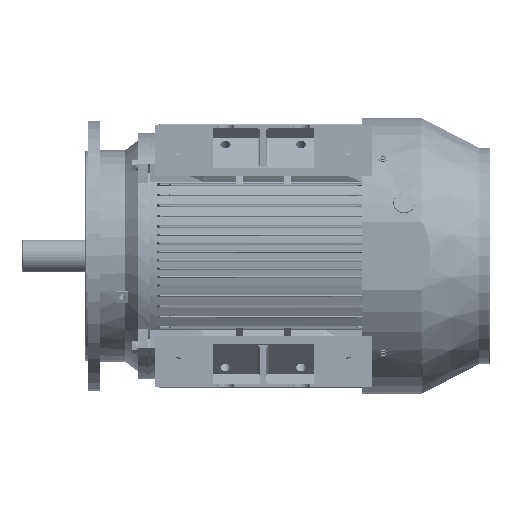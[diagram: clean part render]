
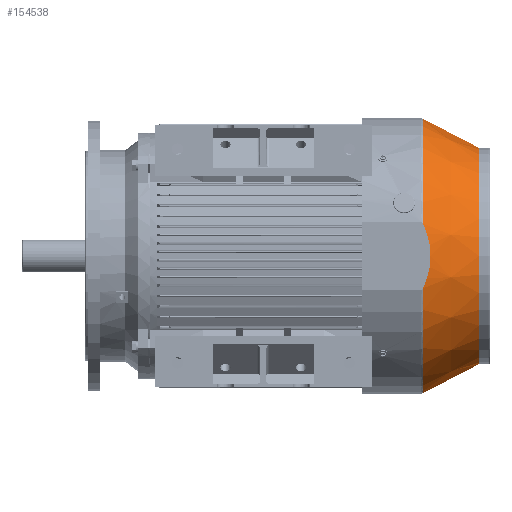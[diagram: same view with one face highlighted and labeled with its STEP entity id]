
A CAD part, front view. The second image highlights one B-rep face of the part: STEP entity #154538.
In plain terms, the highlighted conical face has half-angle 27.379 degrees and reference radius 180.336 mm.
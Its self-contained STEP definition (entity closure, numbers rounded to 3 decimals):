
#142698 = EDGE_CURVE ( 'NONE', #142701, #142704, #144323, .T. ) ;
#142701 = VERTEX_POINT ( 'NONE', #144302 ) ;
#142704 = VERTEX_POINT ( 'NONE', #144300 ) ;
#144300 = CARTESIAN_POINT ( 'NONE',  ( 180.336, 0., -194.351 ) ) ;
#144302 = CARTESIAN_POINT ( 'NONE',  ( -180.336, 0., -194.351 ) ) ;
#144304 = DIRECTION ( 'NONE',  ( 1., 0., 0. ) ) ;
#144306 = DIRECTION ( 'NONE',  ( 0., 0., 1. ) ) ;
#144308 = CARTESIAN_POINT ( 'NONE',  ( 0., 0., -194.351 ) ) ;
#144309 = AXIS2_PLACEMENT_3D ( 'NONE', #144308, #144306, #144304 ) ;
#144323 = CIRCLE ( 'NONE', #144309, 180.336 ) ;
#154239 = EDGE_CURVE ( 'NONE', #169657, #154563, #168204, .T. ) ;
#154538 = ADVANCED_FACE ( 'NONE', ( #169879 ), #169877, .T. ) ;
#154544 = EDGE_LOOP ( 'NONE', ( #154548, #154550, #154556, #154642, #154650, #154616 ) ) ;
#154548 = ORIENTED_EDGE ( 'NONE', *, *, #169787, .F. ) ;
#154550 = ORIENTED_EDGE ( 'NONE', *, *, #142698, .T. ) ;
#154556 = ORIENTED_EDGE ( 'NONE', *, *, #169674, .T. ) ;
#154563 = VERTEX_POINT ( 'NONE', #169834 ) ;
#154616 = ORIENTED_EDGE ( 'NONE', *, *, #154239, .F. ) ;
#154642 = ORIENTED_EDGE ( 'NONE', *, *, #169519, .F. ) ;
#154650 = ORIENTED_EDGE ( 'NONE', *, *, #154651, .T. ) ;
#154651 = EDGE_CURVE ( 'NONE', #169522, #154563, #170109, .T. ) ;
#168197 = DIRECTION ( 'NONE',  ( 1., 0., 0. ) ) ;
#168199 = DIRECTION ( 'NONE',  ( 0., 0., 1. ) ) ;
#168201 = CARTESIAN_POINT ( 'NONE',  ( 0., 0., -101.514 ) ) ;
#168202 = AXIS2_PLACEMENT_3D ( 'NONE', #168201, #168199, #168197 ) ;
#168204 = CIRCLE ( 'NONE', #168202, 228.416 ) ;
#169519 = EDGE_CURVE ( 'NONE', #169522, #170111, #190273, .T. ) ;
#169522 = VERTEX_POINT ( 'NONE', #190263 ) ;
#169657 = VERTEX_POINT ( 'NONE', #190417 ) ;
#169674 = EDGE_CURVE ( 'NONE', #142704, #170111, #190507, .T. ) ;
#169787 = EDGE_CURVE ( 'NONE', #142701, #169657, #190620, .T. ) ;
#169834 = CARTESIAN_POINT ( 'NONE',  ( -53.757, -222., -101.514 ) ) ;
#169868 = DIRECTION ( 'NONE',  ( 1., 0., 0. ) ) ;
#169869 = DIRECTION ( 'NONE',  ( 0., 0., 1. ) ) ;
#169871 = AXIS2_PLACEMENT_3D ( 'NONE', #169888, #169869, #169868 ) ;
#169877 = CONICAL_SURFACE ( 'NONE', #169871, 180.336, 0.478 ) ;
#169879 = FACE_OUTER_BOUND ( 'NONE', #154544, .T. ) ;
#169888 = CARTESIAN_POINT ( 'NONE',  ( 0., 0., -194.351 ) ) ;
#170052 = CARTESIAN_POINT ( 'NONE',  ( -33.122, -222., -109.194 ) ) ;
#170054 = CARTESIAN_POINT ( 'NONE',  ( -29.768, -222., -110.087 ) ) ;
#170055 = CARTESIAN_POINT ( 'NONE',  ( -18.534, -222., -112.756 ) ) ;
#170056 = CARTESIAN_POINT ( 'NONE',  ( -9.377, -222., -113.901 ) ) ;
#170058 = CARTESIAN_POINT ( 'NONE',  ( 1.148, -222., -113.903 ) ) ;
#170059 = CARTESIAN_POINT ( 'NONE',  ( 2.317, -222., -113.885 ) ) ;
#170060 = CARTESIAN_POINT ( 'NONE',  ( 4.647, -222., -113.814 ) ) ;
#170062 = CARTESIAN_POINT ( 'NONE',  ( 5.808, -222., -113.762 ) ) ;
#170064 = CARTESIAN_POINT ( 'NONE',  ( 9.284, -222., -113.551 ) ) ;
#170065 = CARTESIAN_POINT ( 'NONE',  ( 11.588, -222., -113.342 ) ) ;
#170067 = CARTESIAN_POINT ( 'NONE',  ( 18.465, -222., -112.513 ) ) ;
#170070 = CARTESIAN_POINT ( 'NONE',  ( 23.001, -222., -111.694 ) ) ;
#170072 = CARTESIAN_POINT ( 'NONE',  ( 31.985, -222., -109.562 ) ) ;
#170074 = CARTESIAN_POINT ( 'NONE',  ( 36.432, -222., -108.249 ) ) ;
#170076 = CARTESIAN_POINT ( 'NONE',  ( 41.94, -222., -106.325 ) ) ;
#170078 = CARTESIAN_POINT ( 'NONE',  ( 43.038, -222., -105.927 ) ) ;
#170097 = CARTESIAN_POINT ( 'NONE',  ( 45.216, -222., -105.106 ) ) ;
#170098 = CARTESIAN_POINT ( 'NONE',  ( 46.299, -222., -104.684 ) ) ;
#170100 = CARTESIAN_POINT ( 'NONE',  ( 49.527, -222., -103.383 ) ) ;
#170101 = CARTESIAN_POINT ( 'NONE',  ( 51.654, -222., -102.47 ) ) ;
#170102 = CARTESIAN_POINT ( 'NONE',  ( 53.757, -222., -101.514 ) ) ;
#170109 = B_SPLINE_CURVE_WITH_KNOTS ( 'NONE', 3,
 ( #170102, #170101, #170100, #170098, #170097, #170078, #170076, #170074, #170072, #170070, #170067, #170065, #170064, #170062, #170060, #170059, #170058, #170056, #170055, #170054, #170052, #170199, #170197, #170195, #170193, #170191, #170189 ),
 .UNSPECIFIED., .F., .F.,
 ( 4, 2, 2, 2, 2, 2, 2, 2, 2, 2, 1, 2, 2, 4 ),
 ( 0.226, 0.233, 0.237, 0.24, 0.254, 0.267, 0.274, 0.278, 0.281, 0.309, 0.315, 0.319, 0.322, 0.336 ),
 .UNSPECIFIED. ) ;
#170111 = VERTEX_POINT ( 'NONE', #191053 ) ;
#170189 = CARTESIAN_POINT ( 'NONE',  ( -53.757, -222., -101.514 ) ) ;
#170191 = CARTESIAN_POINT ( 'NONE',  ( -49.57, -222., -103.417 ) ) ;
#170193 = CARTESIAN_POINT ( 'NONE',  ( -45.284, -222., -105.155 ) ) ;
#170195 = CARTESIAN_POINT ( 'NONE',  ( -39.776, -222., -107.081 ) ) ;
#170197 = CARTESIAN_POINT ( 'NONE',  ( -38.669, -222., -107.453 ) ) ;
#170199 = CARTESIAN_POINT ( 'NONE',  ( -36.454, -222., -108.167 ) ) ;
#190263 = CARTESIAN_POINT ( 'NONE',  ( 53.757, -222., -101.514 ) ) ;
#190269 = DIRECTION ( 'NONE',  ( 1., 0., 0. ) ) ;
#190270 = DIRECTION ( 'NONE',  ( 0., 0., 1. ) ) ;
#190271 = CARTESIAN_POINT ( 'NONE',  ( 0., 0., -101.514 ) ) ;
#190272 = AXIS2_PLACEMENT_3D ( 'NONE', #190271, #190270, #190269 ) ;
#190273 = CIRCLE ( 'NONE', #190272, 228.416 ) ;
#190417 = CARTESIAN_POINT ( 'NONE',  ( -228.416, 0., -101.514 ) ) ;
#190504 = DIRECTION ( 'NONE',  ( 0.46, 0., 0.888 ) ) ;
#190505 = VECTOR ( 'NONE', #190504, 1000. ) ;
#190506 = CARTESIAN_POINT ( 'NONE',  ( 180.336, 0., -194.351 ) ) ;
#190507 = LINE ( 'NONE', #190506, #190505 ) ;
#190617 = DIRECTION ( 'NONE',  ( -0.46, 0., 0.888 ) ) ;
#190618 = VECTOR ( 'NONE', #190617, 1000. ) ;
#190619 = CARTESIAN_POINT ( 'NONE',  ( -180.336, 0., -194.351 ) ) ;
#190620 = LINE ( 'NONE', #190619, #190618 ) ;
#191053 = CARTESIAN_POINT ( 'NONE',  ( 228.416, 0., -101.514 ) ) ;
